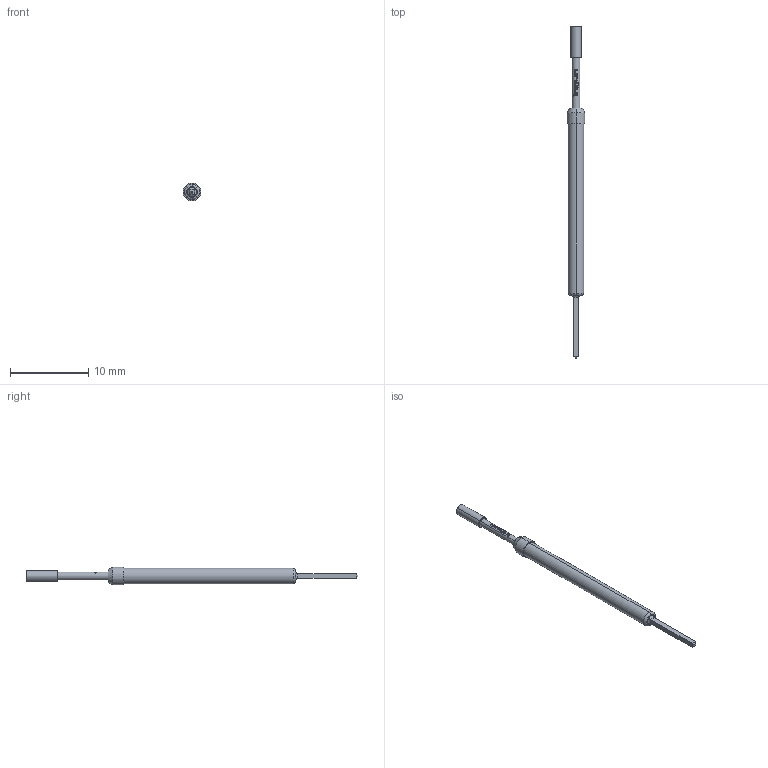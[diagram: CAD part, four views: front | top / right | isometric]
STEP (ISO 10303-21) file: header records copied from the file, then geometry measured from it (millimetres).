
FILE_DESCRIPTION (( 'STEP AP203' ), '1' );
FILE_NAME ('INGUN_GKS-102_302_140_A_xx02_W.STEP', '2021-11-02T09:13:13', ( 'ochi' ), ( '' ), 'SwSTEP 2.0', 'SolidWorks 2018', '' );
FILE_SCHEMA (( 'CONFIG_CONTROL_DESIGN' ));
Length unit declared in the file: millimetre
Products named in the file (1): INGUN_GKS-102_302_140_A_xx02_W
Bounding box: 2.3 x 42.5 x 2.3 mm (x, y, z)
Volume: 91.2 mm3; surface area: 217.4 mm2
Topology: 1 solids, 1 shells, 110 faces, 276 edges, 176 vertices
Faces by surface type: plane 57, bspline 30, cylinder 19, torus 2, cone 2
Entity records: 4381 total; most frequent: CARTESIAN_POINT 2159, ORIENTED_EDGE 552, EDGE_CURVE 276, DIRECTION 266, B_SPLINE_CURVE_WITH_KNOTS 202, VERTEX_POINT 176, EDGE_LOOP 118, AXIS2_PLACEMENT_3D 115
